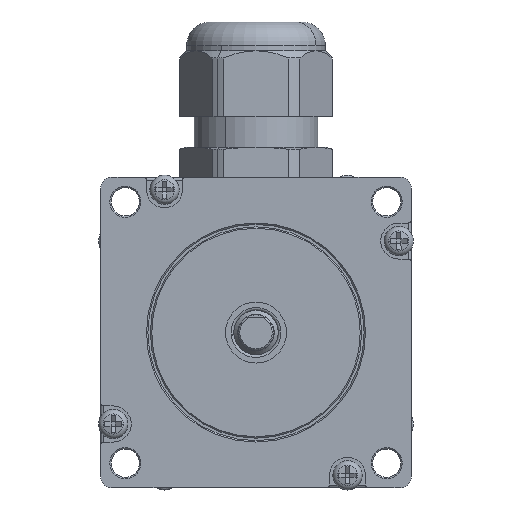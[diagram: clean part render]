
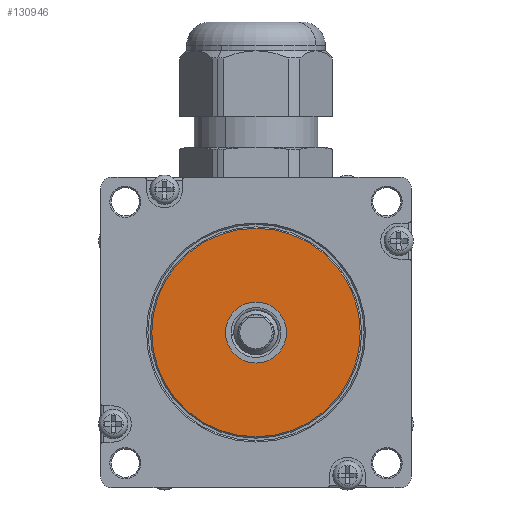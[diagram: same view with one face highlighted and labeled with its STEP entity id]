
A CAD part, front view. The second image highlights one B-rep face of the part: STEP entity #130946.
In plain terms, the highlighted face is planar.
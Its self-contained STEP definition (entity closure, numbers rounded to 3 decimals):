
#130844=CARTESIAN_POINT('',(-18.8,-0.,-6.6));
#130845=VERTEX_POINT('',#130844);
#130871=CARTESIAN_POINT('',(-0.,0.,-6.6));
#130872=DIRECTION('',(0.,0.,1.));
#130873=DIRECTION('',(1.,0.,-0.));
#130874=AXIS2_PLACEMENT_3D('',#130871,#130872,#130873);
#130875=CIRCLE('',#130874,18.8);
#130876=EDGE_CURVE('',#130845,#130845,#130875,.T.);
#130918=CARTESIAN_POINT('',(-0.,0.,-6.6));
#130919=DIRECTION('',(-0.,0.,-1.));
#130920=DIRECTION('',(-1.,0.,0.));
#130921=AXIS2_PLACEMENT_3D('',#130918,#130919,#130920);
#130922=PLANE('',#130921);
#130923=CARTESIAN_POINT('',(5.5,0.,-6.6));
#130924=VERTEX_POINT('',#130923);
#130925=CARTESIAN_POINT('',(-5.5,0.,-6.6));
#130926=VERTEX_POINT('',#130925);
#130927=CARTESIAN_POINT('',(-0.,0.,-6.6));
#130928=DIRECTION('',(-0.,0.,-1.));
#130929=DIRECTION('',(-1.,0.,0.));
#130930=AXIS2_PLACEMENT_3D('',#130927,#130928,#130929);
#130931=CIRCLE('',#130930,5.5);
#130932=EDGE_CURVE('',#130924,#130926,#130931,.T.);
#130933=ORIENTED_EDGE('',*,*,#130932,.F.);
#130934=CARTESIAN_POINT('',(-0.,0.,-6.6));
#130935=DIRECTION('',(-0.,0.,-1.));
#130936=DIRECTION('',(-1.,0.,0.));
#130937=AXIS2_PLACEMENT_3D('',#130934,#130935,#130936);
#130938=CIRCLE('',#130937,5.5);
#130939=EDGE_CURVE('',#130926,#130924,#130938,.T.);
#130940=ORIENTED_EDGE('',*,*,#130939,.F.);
#130941=EDGE_LOOP('',(#130933,#130940));
#130942=FACE_BOUND('',#130941,.T.);
#130943=ORIENTED_EDGE('',*,*,#130876,.F.);
#130944=EDGE_LOOP('',(#130943));
#130945=FACE_BOUND('',#130944,.T.);
#130946=ADVANCED_FACE('',(#130942,#130945),#130922,.T.);
